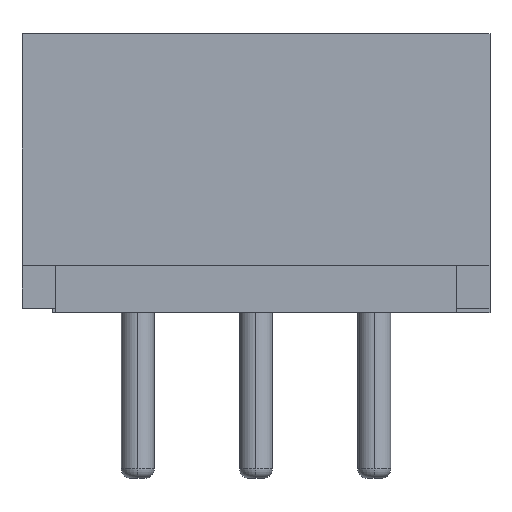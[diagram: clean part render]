
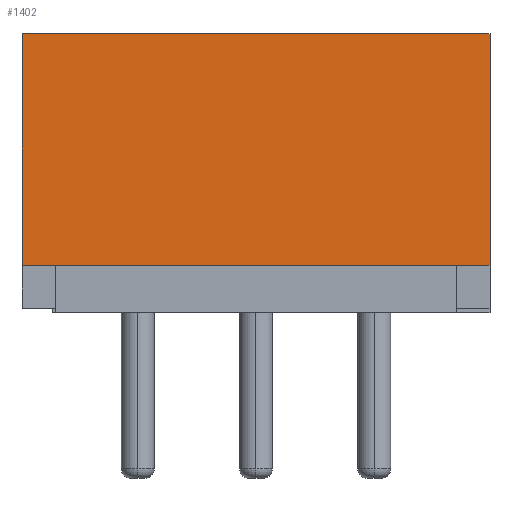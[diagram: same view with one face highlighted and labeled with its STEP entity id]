
A CAD part, top view. The second image highlights one B-rep face of the part: STEP entity #1402.
In plain terms, the highlighted planar face has unit normal (0, 0, 1).
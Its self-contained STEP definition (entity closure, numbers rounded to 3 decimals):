
#66 = VECTOR ( 'NONE', #720, 1000. ) ;
#70 = EDGE_CURVE ( 'NONE', #392, #988, #441, .T. ) ;
#163 = FACE_OUTER_BOUND ( 'NONE', #2560, .T. ) ;
#164 = PLANE ( 'NONE',  #2001 ) ;
#392 = VERTEX_POINT ( 'NONE', #1162 ) ;
#441 = LINE ( 'NONE', #1306, #2048 ) ;
#644 = ORIENTED_EDGE ( 'NONE', *, *, #2174, .T. ) ;
#653 = VECTOR ( 'NONE', #2476, 1000. ) ;
#720 = DIRECTION ( 'NONE',  ( 1., 0., 0. ) ) ;
#747 = CARTESIAN_POINT ( 'NONE',  ( 4.95, -1.95, 2.47 ) ) ;
#784 = DIRECTION ( 'NONE',  ( 1., 0., 0. ) ) ;
#988 = VERTEX_POINT ( 'NONE', #2167 ) ;
#1012 = DIRECTION ( 'NONE',  ( 0., 1., 0. ) ) ;
#1162 = CARTESIAN_POINT ( 'NONE',  ( 4.95, 2.95, 2.47 ) ) ;
#1187 = VECTOR ( 'NONE', #1012, 1000. ) ;
#1227 = LINE ( 'NONE', #1618, #653 ) ;
#1234 = CARTESIAN_POINT ( 'NONE',  ( 4.95, -1.95, 2.47 ) ) ;
#1243 = EDGE_CURVE ( 'NONE', #2000, #1349, #1722, .T. ) ;
#1253 = ORIENTED_EDGE ( 'NONE', *, *, #2257, .T. ) ;
#1306 = CARTESIAN_POINT ( 'NONE',  ( -4.95, 2.95, 2.47 ) ) ;
#1349 = VERTEX_POINT ( 'NONE', #747 ) ;
#1402 = ADVANCED_FACE ( 'NONE', ( #163 ), #164, .T. ) ;
#1495 = ORIENTED_EDGE ( 'NONE', *, *, #70, .T. ) ;
#1618 = CARTESIAN_POINT ( 'NONE',  ( -4.95, -2.95, 2.47 ) ) ;
#1722 = LINE ( 'NONE', #1234, #66 ) ;
#1735 = LINE ( 'NONE', #2267, #1187 ) ;
#1745 = CARTESIAN_POINT ( 'NONE',  ( -4.95, -1.95, 2.47 ) ) ;
#2000 = VERTEX_POINT ( 'NONE', #1745 ) ;
#2001 = AXIS2_PLACEMENT_3D ( 'NONE', #2467, #2041, #784 ) ;
#2041 = DIRECTION ( 'NONE',  ( 0., 0., 1. ) ) ;
#2048 = VECTOR ( 'NONE', #2561, 1000. ) ;
#2167 = CARTESIAN_POINT ( 'NONE',  ( -4.95, 2.95, 2.47 ) ) ;
#2174 = EDGE_CURVE ( 'NONE', #988, #2000, #1227, .T. ) ;
#2257 = EDGE_CURVE ( 'NONE', #1349, #392, #1735, .T. ) ;
#2267 = CARTESIAN_POINT ( 'NONE',  ( 4.95, -2.95, 2.47 ) ) ;
#2427 = ORIENTED_EDGE ( 'NONE', *, *, #1243, .T. ) ;
#2467 = CARTESIAN_POINT ( 'NONE',  ( -4.95, -2.95, 2.47 ) ) ;
#2476 = DIRECTION ( 'NONE',  ( 0., -1., 0. ) ) ;
#2560 = EDGE_LOOP ( 'NONE', ( #644, #2427, #1253, #1495 ) ) ;
#2561 = DIRECTION ( 'NONE',  ( -1., 0., 0. ) ) ;
